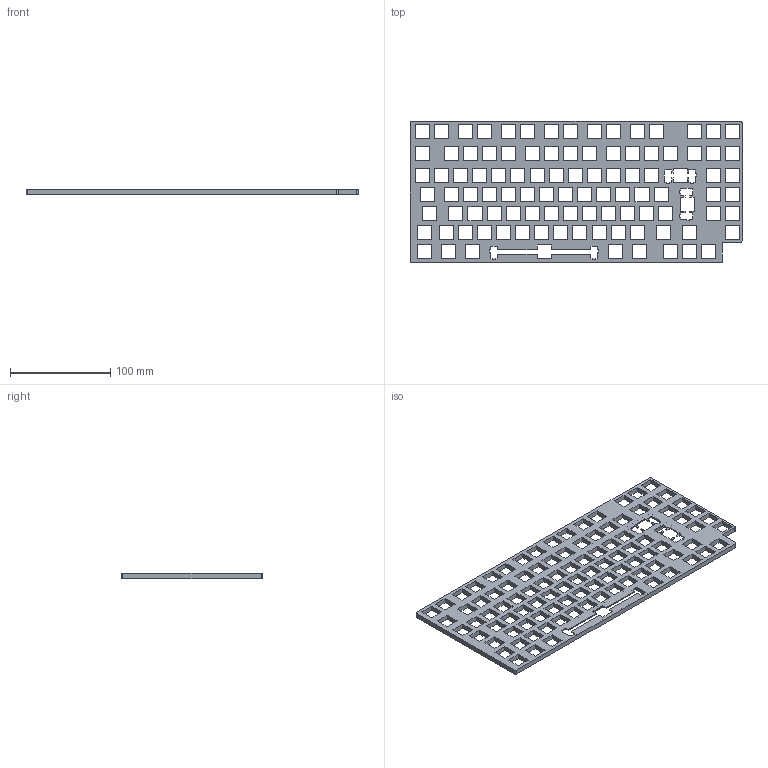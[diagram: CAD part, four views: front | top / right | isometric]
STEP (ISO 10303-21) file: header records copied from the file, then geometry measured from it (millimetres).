
FILE_DESCRIPTION(('FreeCAD Model'),'2;1');
FILE_NAME('Open CASCADE Shape Model','2023-12-17T23:14:20',(''),(''), 'Open CASCADE STEP processor 7.6','FreeCAD','Unknown');
FILE_SCHEMA(('AUTOMOTIVE_DESIGN { 1 0 10303 214 1 1 1 1 }'));
Length unit declared in the file: millimetre
Products named in the file (1): SwitchLayerBody
Bounding box: 331.38 x 141.5 x 5 mm (x, y, z)
Volume: 119713.8 mm3; surface area: 86065.2 mm2
Topology: 1 solids, 1 shells, 541 faces, 1605 edges, 1070 vertices
Faces by surface type: plane 532, cylinder 9
Entity records: 39082 total; most frequent: CARTESIAN_POINT 6523, DIRECTION 5901, LINE 4779, VECTOR 4779, ORIENTED_EDGE 3210, PCURVE 3210, DEFINITIONAL_REPRESENTATION 3210, EDGE_CURVE 1605
